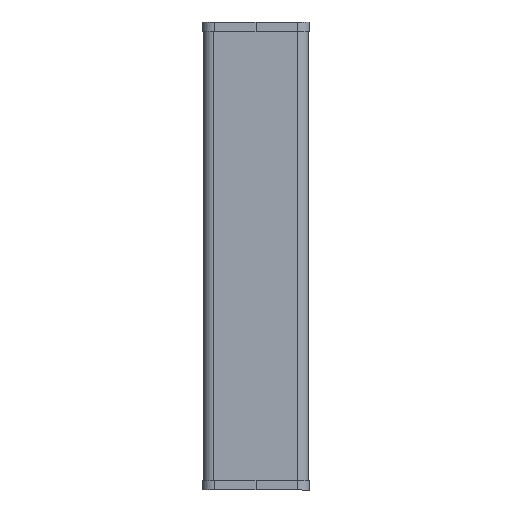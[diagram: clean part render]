
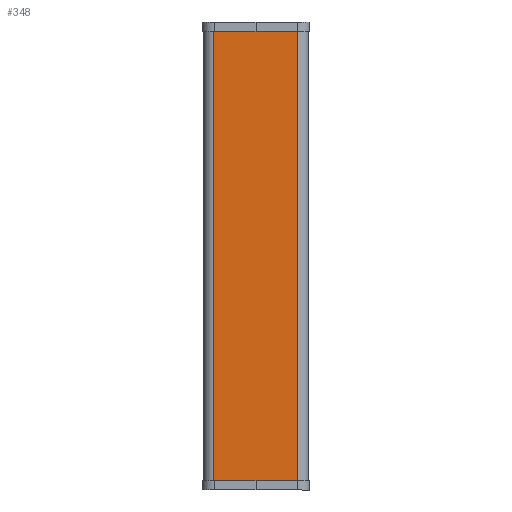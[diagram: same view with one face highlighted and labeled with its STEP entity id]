
A CAD part, front view. The second image highlights one B-rep face of the part: STEP entity #348.
In plain terms, the highlighted planar face has unit normal (0, -1, 0).
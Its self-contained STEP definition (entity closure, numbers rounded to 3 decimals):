
#348=ADVANCED_FACE('',(#907),#908,.T.);
#907=FACE_OUTER_BOUND('',#1475,.T.);
#908=PLANE('',#1476);
#1475=EDGE_LOOP('',(#3524,#3525,#3526,#3527,#3528,#3529,#3530,#3531,#3532,#3533));
#1476=AXIS2_PLACEMENT_3D('',#3534,#3535,#3536);
#3524=ORIENTED_EDGE('',*,*,#4023,.T.);
#3525=ORIENTED_EDGE('',*,*,#4028,.T.);
#3526=ORIENTED_EDGE('',*,*,#4018,.T.);
#3527=ORIENTED_EDGE('',*,*,#4010,.T.);
#3528=ORIENTED_EDGE('',*,*,#3970,.F.);
#3529=ORIENTED_EDGE('',*,*,#3816,.F.);
#3530=ORIENTED_EDGE('',*,*,#3791,.F.);
#3531=ORIENTED_EDGE('',*,*,#3958,.F.);
#3532=ORIENTED_EDGE('',*,*,#3943,.F.);
#3533=ORIENTED_EDGE('',*,*,#4242,.T.);
#3534=CARTESIAN_POINT('',(373.839,487.451,1260.333));
#3535=DIRECTION('',(0.,-1.0,0.0));
#3536=DIRECTION('',(0.0,0.0,-1.0));
#3791=EDGE_CURVE('',#4561,#4562,#4563,.T.);
#3816=EDGE_CURVE('',#4562,#4598,#4600,.T.);
#3943=EDGE_CURVE('',#4785,#4786,#4787,.T.);
#3958=EDGE_CURVE('',#4786,#4561,#4803,.T.);
#3970=EDGE_CURVE('',#4598,#4819,#4820,.T.);
#4010=EDGE_CURVE('',#4888,#4819,#4889,.T.);
#4018=EDGE_CURVE('',#4899,#4888,#4900,.T.);
#4023=EDGE_CURVE('',#4907,#4908,#4909,.T.);
#4028=EDGE_CURVE('',#4908,#4899,#4914,.T.);
#4242=EDGE_CURVE('',#4785,#4907,#5231,.T.);
#4561=VERTEX_POINT('',#5689);
#4562=VERTEX_POINT('',#5690);
#4563=LINE('',#5691,#5692);
#4598=VERTEX_POINT('',#5741);
#4600=LINE('',#5743,#5744);
#4785=VERTEX_POINT('',#6025);
#4786=VERTEX_POINT('',#6026);
#4787=LINE('',#6027,#6028);
#4803=LINE('',#6056,#6057);
#4819=VERTEX_POINT('',#6082);
#4820=LINE('',#6083,#6084);
#4888=VERTEX_POINT('',#6184);
#4889=LINE('',#6185,#6186);
#4899=VERTEX_POINT('',#6201);
#4900=LINE('',#6202,#6203);
#4907=VERTEX_POINT('',#6213);
#4908=VERTEX_POINT('',#6214);
#4909=LINE('',#6215,#6216);
#4914=LINE('',#6224,#6225);
#5231=LINE('',#6710,#6711);
#5689=CARTESIAN_POINT('',(374.189,487.451,1260.333));
#5690=CARTESIAN_POINT('',(463.189,487.451,1260.333));
#5691=CARTESIAN_POINT('',(283.839,487.451,1260.333));
#5692=VECTOR('',#6977,1.0);
#5741=CARTESIAN_POINT('',(463.839,487.451,1260.333));
#5743=CARTESIAN_POINT('',(283.839,487.451,1260.333));
#5744=VECTOR('',#7022,1.0);
#6025=CARTESIAN_POINT('',(283.839,487.451,1260.333));
#6026=CARTESIAN_POINT('',(285.189,487.451,1260.333));
#6027=CARTESIAN_POINT('',(283.839,487.451,1260.333));
#6028=VECTOR('',#7209,1.0);
#6056=CARTESIAN_POINT('',(283.839,487.451,1260.333));
#6057=VECTOR('',#7228,1.0);
#6082=CARTESIAN_POINT('',(463.839,487.451,260.333));
#6083=CARTESIAN_POINT('',(463.839,487.451,1260.333));
#6084=VECTOR('',#7244,1.0);
#6184=CARTESIAN_POINT('',(463.189,487.451,260.333));
#6185=CARTESIAN_POINT('',(283.839,487.451,260.333));
#6186=VECTOR('',#7298,1.0);
#6201=CARTESIAN_POINT('',(374.189,487.451,260.333));
#6202=CARTESIAN_POINT('',(283.839,487.451,260.333));
#6203=VECTOR('',#7310,1.0);
#6213=CARTESIAN_POINT('',(283.839,487.451,260.333));
#6214=CARTESIAN_POINT('',(285.189,487.451,260.333));
#6215=CARTESIAN_POINT('',(283.839,487.451,260.333));
#6216=VECTOR('',#7317,1.0);
#6224=CARTESIAN_POINT('',(283.839,487.451,260.333));
#6225=VECTOR('',#7324,1.0);
#6710=CARTESIAN_POINT('',(283.839,487.451,1260.333));
#6711=VECTOR('',#7628,1.0);
#6977=DIRECTION('',(1.0,0.,0.0));
#7022=DIRECTION('',(1.0,0.,0.0));
#7209=DIRECTION('',(1.0,0.,0.0));
#7228=DIRECTION('',(1.0,0.,0.0));
#7244=DIRECTION('',(0.0,0.0,-1.0));
#7298=DIRECTION('',(1.0,0.,0.0));
#7310=DIRECTION('',(1.0,0.,0.0));
#7317=DIRECTION('',(1.0,0.,0.0));
#7324=DIRECTION('',(1.0,0.,0.0));
#7628=DIRECTION('',(0.0,0.0,-1.0));
